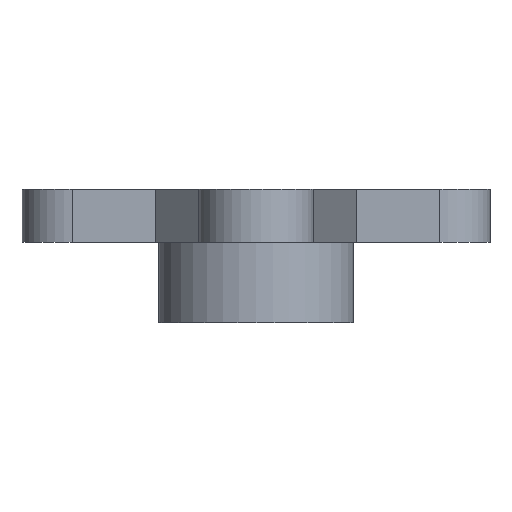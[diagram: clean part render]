
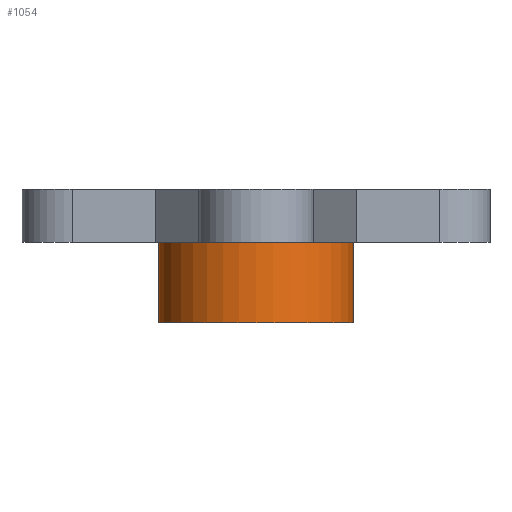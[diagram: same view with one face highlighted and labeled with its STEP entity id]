
A CAD part, front view. The second image highlights one B-rep face of the part: STEP entity #1054.
In plain terms, the highlighted cylindrical face has radius 3.4 mm (diameter 6.8 mm), a full revolution.
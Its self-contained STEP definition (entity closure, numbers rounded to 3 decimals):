
#143 = PLANE('',#144);
#144 = AXIS2_PLACEMENT_3D('',#145,#146,#147);
#145 = CARTESIAN_POINT('',(0.,0.,0.));
#146 = DIRECTION('',(0.,0.,1.));
#147 = DIRECTION('',(1.,0.,0.));
#558 = EDGE_CURVE('',#559,#559,#561,.T.);
#559 = VERTEX_POINT('',#560);
#560 = CARTESIAN_POINT('',(3.4,0.,0.));
#561 = SURFACE_CURVE('',#562,(#567,#574),.PCURVE_S1.);
#562 = CIRCLE('',#563,3.4);
#563 = AXIS2_PLACEMENT_3D('',#564,#565,#566);
#564 = CARTESIAN_POINT('',(0.,0.,0.));
#565 = DIRECTION('',(0.,0.,1.));
#566 = DIRECTION('',(1.,0.,0.));
#567 = PCURVE('',#143,#568);
#568 = DEFINITIONAL_REPRESENTATION('',(#569),#573);
#569 = CIRCLE('',#570,3.4);
#570 = AXIS2_PLACEMENT_2D('',#571,#572);
#571 = CARTESIAN_POINT('',(0.,0.));
#572 = DIRECTION('',(1.,0.));
#573 = ( GEOMETRIC_REPRESENTATION_CONTEXT(2) 
PARAMETRIC_REPRESENTATION_CONTEXT() REPRESENTATION_CONTEXT('2D SPACE',''
  ) );
#574 = PCURVE('',#575,#580);
#575 = CYLINDRICAL_SURFACE('',#576,3.4);
#576 = AXIS2_PLACEMENT_3D('',#577,#578,#579);
#577 = CARTESIAN_POINT('',(0.,0.,0.));
#578 = DIRECTION('',(0.,0.,1.));
#579 = DIRECTION('',(1.,0.,0.));
#580 = DEFINITIONAL_REPRESENTATION('',(#581),#585);
#581 = LINE('',#582,#583);
#582 = CARTESIAN_POINT('',(0.,0.));
#583 = VECTOR('',#584,1.);
#584 = DIRECTION('',(1.,0.));
#585 = ( GEOMETRIC_REPRESENTATION_CONTEXT(2) 
PARAMETRIC_REPRESENTATION_CONTEXT() REPRESENTATION_CONTEXT('2D SPACE',''
  ) );
#1054 = ADVANCED_FACE('',(#1055),#575,.T.);
#1055 = FACE_BOUND('',#1056,.T.);
#1056 = EDGE_LOOP('',(#1057,#1080,#1107,#1108));
#1057 = ORIENTED_EDGE('',*,*,#1058,.T.);
#1058 = EDGE_CURVE('',#559,#1059,#1061,.T.);
#1059 = VERTEX_POINT('',#1060);
#1060 = CARTESIAN_POINT('',(3.4,0.,-2.8));
#1061 = SEAM_CURVE('',#1062,(#1066,#1073),.PCURVE_S1.);
#1062 = LINE('',#1063,#1064);
#1063 = CARTESIAN_POINT('',(3.4,0.,0.));
#1064 = VECTOR('',#1065,1.);
#1065 = DIRECTION('',(-0.,-0.,-1.));
#1066 = PCURVE('',#575,#1067);
#1067 = DEFINITIONAL_REPRESENTATION('',(#1068),#1072);
#1068 = LINE('',#1069,#1070);
#1069 = CARTESIAN_POINT('',(0.,0.));
#1070 = VECTOR('',#1071,1.);
#1071 = DIRECTION('',(0.,-1.));
#1072 = ( GEOMETRIC_REPRESENTATION_CONTEXT(2) 
PARAMETRIC_REPRESENTATION_CONTEXT() REPRESENTATION_CONTEXT('2D SPACE',''
  ) );
#1073 = PCURVE('',#575,#1074);
#1074 = DEFINITIONAL_REPRESENTATION('',(#1075),#1079);
#1075 = LINE('',#1076,#1077);
#1076 = CARTESIAN_POINT('',(6.283,0.));
#1077 = VECTOR('',#1078,1.);
#1078 = DIRECTION('',(0.,-1.));
#1079 = ( GEOMETRIC_REPRESENTATION_CONTEXT(2) 
PARAMETRIC_REPRESENTATION_CONTEXT() REPRESENTATION_CONTEXT('2D SPACE',''
  ) );
#1080 = ORIENTED_EDGE('',*,*,#1081,.T.);
#1081 = EDGE_CURVE('',#1059,#1059,#1082,.T.);
#1082 = SURFACE_CURVE('',#1083,(#1088,#1095),.PCURVE_S1.);
#1083 = CIRCLE('',#1084,3.4);
#1084 = AXIS2_PLACEMENT_3D('',#1085,#1086,#1087);
#1085 = CARTESIAN_POINT('',(0.,0.,-2.8));
#1086 = DIRECTION('',(0.,0.,1.));
#1087 = DIRECTION('',(1.,0.,0.));
#1088 = PCURVE('',#575,#1089);
#1089 = DEFINITIONAL_REPRESENTATION('',(#1090),#1094);
#1090 = LINE('',#1091,#1092);
#1091 = CARTESIAN_POINT('',(0.,-2.8));
#1092 = VECTOR('',#1093,1.);
#1093 = DIRECTION('',(1.,0.));
#1094 = ( GEOMETRIC_REPRESENTATION_CONTEXT(2) 
PARAMETRIC_REPRESENTATION_CONTEXT() REPRESENTATION_CONTEXT('2D SPACE',''
  ) );
#1095 = PCURVE('',#1096,#1101);
#1096 = PLANE('',#1097);
#1097 = AXIS2_PLACEMENT_3D('',#1098,#1099,#1100);
#1098 = CARTESIAN_POINT('',(0.,0.,-2.8));
#1099 = DIRECTION('',(0.,0.,1.));
#1100 = DIRECTION('',(1.,0.,0.));
#1101 = DEFINITIONAL_REPRESENTATION('',(#1102),#1106);
#1102 = CIRCLE('',#1103,3.4);
#1103 = AXIS2_PLACEMENT_2D('',#1104,#1105);
#1104 = CARTESIAN_POINT('',(0.,0.));
#1105 = DIRECTION('',(1.,0.));
#1106 = ( GEOMETRIC_REPRESENTATION_CONTEXT(2) 
PARAMETRIC_REPRESENTATION_CONTEXT() REPRESENTATION_CONTEXT('2D SPACE',''
  ) );
#1107 = ORIENTED_EDGE('',*,*,#1058,.F.);
#1108 = ORIENTED_EDGE('',*,*,#558,.F.);
